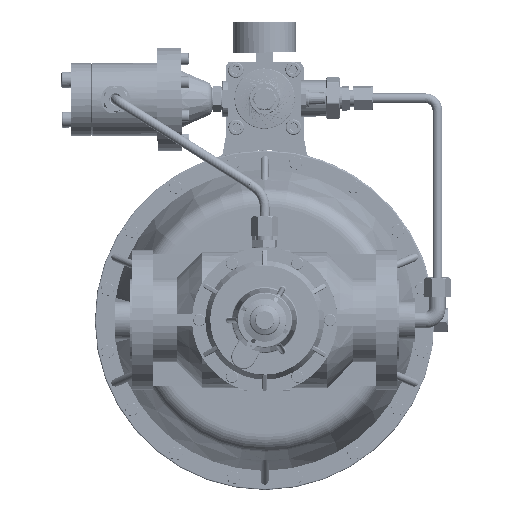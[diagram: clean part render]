
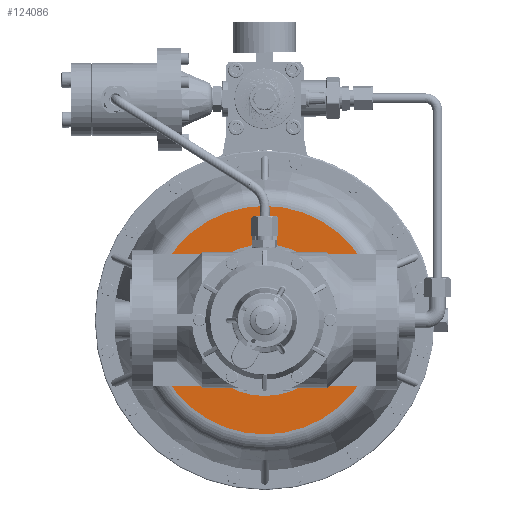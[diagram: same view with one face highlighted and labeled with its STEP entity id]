
A CAD part, front view. The second image highlights one B-rep face of the part: STEP entity #124086.
In plain terms, the highlighted planar face has unit normal (0, -1, 0).
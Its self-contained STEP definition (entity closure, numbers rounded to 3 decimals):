
#638 = ORIENTED_EDGE ( 'NONE', *, *, #136011, .T. ) ;
#752 = DIRECTION ( 'NONE',  ( -1., 0., 0. ) ) ;
#3041 = CARTESIAN_POINT ( 'NONE',  ( -12.534, 146.597, 572.005 ) ) ;
#3692 = CARTESIAN_POINT ( 'NONE',  ( -48.066, 146.597, 607.537 ) ) ;
#4724 = CIRCLE ( 'NONE', #105093, 4.25 ) ;
#6451 = CIRCLE ( 'NONE', #149443, 4.25 ) ;
#9311 = PLANE ( 'NONE',  #31218 ) ;
#9380 = VERTEX_POINT ( 'NONE', #126462 ) ;
#10491 = CARTESIAN_POINT ( 'NONE',  ( -12.534, 146.597, 572.005 ) ) ;
#10747 = ORIENTED_EDGE ( 'NONE', *, *, #143468, .F. ) ;
#12218 = DIRECTION ( 'NONE',  ( -1., 0., 0. ) ) ;
#12278 = DIRECTION ( 'NONE',  ( 0., -1., 0. ) ) ;
#12883 = DIRECTION ( 'NONE',  ( 0., -1., 0. ) ) ;
#14517 = CARTESIAN_POINT ( 'NONE',  ( -52.316, 146.597, 607.537 ) ) ;
#15540 = FACE_BOUND ( 'NONE', #26727, .T. ) ;
#16407 = DIRECTION ( 'NONE',  ( 0., 0., 1. ) ) ;
#19594 = CARTESIAN_POINT ( 'NONE',  ( 22.999, 146.597, 611.787 ) ) ;
#21239 = EDGE_LOOP ( 'NONE', ( #44796, #100707 ) ) ;
#21485 = EDGE_LOOP ( 'NONE', ( #638, #30068 ) ) ;
#21885 = AXIS2_PLACEMENT_3D ( 'NONE', #57125, #128506, #70315 ) ;
#24504 = VERTEX_POINT ( 'NONE', #19594 ) ;
#24557 = CARTESIAN_POINT ( 'NONE',  ( 22.999, 146.597, 607.537 ) ) ;
#26727 = EDGE_LOOP ( 'NONE', ( #89973, #108189 ) ) ;
#30068 = ORIENTED_EDGE ( 'NONE', *, *, #36706, .T. ) ;
#30108 = FACE_OUTER_BOUND ( 'NONE', #21485, .T. ) ;
#31218 = AXIS2_PLACEMENT_3D ( 'NONE', #33648, #149813, #33147 ) ;
#33147 = DIRECTION ( 'NONE',  ( -1., 0., 0. ) ) ;
#33648 = CARTESIAN_POINT ( 'NONE',  ( -12.534, 146.597, 572.005 ) ) ;
#34104 = CARTESIAN_POINT ( 'NONE',  ( 81.604, 146.597, 572.005 ) ) ;
#34989 = DIRECTION ( 'NONE',  ( 0., 0., 1. ) ) ;
#35173 = CIRCLE ( 'NONE', #49439, 4.25 ) ;
#35613 = DIRECTION ( 'NONE',  ( 0., -1., 0. ) ) ;
#36706 = EDGE_CURVE ( 'NONE', #40531, #112888, #125909, .T. ) ;
#37413 = VERTEX_POINT ( 'NONE', #95927 ) ;
#38290 = CARTESIAN_POINT ( 'NONE',  ( -48.066, 146.597, 536.473 ) ) ;
#39841 = EDGE_LOOP ( 'NONE', ( #85103, #137980 ) ) ;
#40318 = DIRECTION ( 'NONE',  ( 1., 0., 0. ) ) ;
#40342 = CARTESIAN_POINT ( 'NONE',  ( 22.999, 146.597, 536.473 ) ) ;
#40531 = VERTEX_POINT ( 'NONE', #34104 ) ;
#40846 = DIRECTION ( 'NONE',  ( 0., 0., -1. ) ) ;
#44796 = ORIENTED_EDGE ( 'NONE', *, *, #66948, .F. ) ;
#46447 = FACE_BOUND ( 'NONE', #92841, .T. ) ;
#46644 = VERTEX_POINT ( 'NONE', #101206 ) ;
#48072 = AXIS2_PLACEMENT_3D ( 'NONE', #141266, #140795, #130115 ) ;
#49439 = AXIS2_PLACEMENT_3D ( 'NONE', #40342, #122895, #53018 ) ;
#51045 = VERTEX_POINT ( 'NONE', #88583 ) ;
#53018 = DIRECTION ( 'NONE',  ( -1., 0., 0. ) ) ;
#54936 = AXIS2_PLACEMENT_3D ( 'NONE', #3692, #67250, #40318 ) ;
#57125 = CARTESIAN_POINT ( 'NONE',  ( -12.534, 146.597, 572.005 ) ) ;
#61046 = FACE_BOUND ( 'NONE', #21239, .T. ) ;
#66222 = CARTESIAN_POINT ( 'NONE',  ( 18.749, 146.597, 536.473 ) ) ;
#66948 = EDGE_CURVE ( 'NONE', #46644, #24504, #4724, .T. ) ;
#67250 = DIRECTION ( 'NONE',  ( 0., -1., 0. ) ) ;
#70315 = DIRECTION ( 'NONE',  ( -1., 0., 0. ) ) ;
#70427 = DIRECTION ( 'NONE',  ( 0., -1., 0. ) ) ;
#72023 = EDGE_CURVE ( 'NONE', #24504, #46644, #6451, .T. ) ;
#74811 = EDGE_CURVE ( 'NONE', #89794, #51045, #126041, .T. ) ;
#75620 = ORIENTED_EDGE ( 'NONE', *, *, #144902, .F. ) ;
#76086 = AXIS2_PLACEMENT_3D ( 'NONE', #38290, #96900, #16407 ) ;
#78499 = VERTEX_POINT ( 'NONE', #14517 ) ;
#79743 = EDGE_CURVE ( 'NONE', #78499, #82796, #140460, .T. ) ;
#82193 = EDGE_CURVE ( 'NONE', #129733, #103689, #112777, .T. ) ;
#82796 = VERTEX_POINT ( 'NONE', #86509 ) ;
#84654 = DIRECTION ( 'NONE',  ( 0., 0., -1. ) ) ;
#85103 = ORIENTED_EDGE ( 'NONE', *, *, #74811, .F. ) ;
#85993 = CIRCLE ( 'NONE', #54936, 4.25 ) ;
#86131 = AXIS2_PLACEMENT_3D ( 'NONE', #10491, #70427, #752 ) ;
#86509 = CARTESIAN_POINT ( 'NONE',  ( -43.816, 146.597, 607.537 ) ) ;
#87027 = AXIS2_PLACEMENT_3D ( 'NONE', #139007, #35613, #12218 ) ;
#88583 = CARTESIAN_POINT ( 'NONE',  ( -58.284, 146.597, 572.005 ) ) ;
#88597 = EDGE_CURVE ( 'NONE', #103689, #129733, #35173, .T. ) ;
#89703 = CARTESIAN_POINT ( 'NONE',  ( -106.671, 146.597, 572.005 ) ) ;
#89794 = VERTEX_POINT ( 'NONE', #94470 ) ;
#89973 = ORIENTED_EDGE ( 'NONE', *, *, #138290, .F. ) ;
#92623 = AXIS2_PLACEMENT_3D ( 'NONE', #145468, #109882, #123096 ) ;
#92841 = EDGE_LOOP ( 'NONE', ( #75620, #10747 ) ) ;
#93097 = CARTESIAN_POINT ( 'NONE',  ( -48.066, 146.597, 536.473 ) ) ;
#94470 = CARTESIAN_POINT ( 'NONE',  ( 33.216, 146.597, 572.005 ) ) ;
#95927 = CARTESIAN_POINT ( 'NONE',  ( -48.066, 146.597, 540.723 ) ) ;
#95968 = CIRCLE ( 'NONE', #21885, 45.75 ) ;
#96900 = DIRECTION ( 'NONE',  ( 0., -1., 0. ) ) ;
#98958 = DIRECTION ( 'NONE',  ( 0., -1., 0. ) ) ;
#100707 = ORIENTED_EDGE ( 'NONE', *, *, #72023, .F. ) ;
#101206 = CARTESIAN_POINT ( 'NONE',  ( 22.999, 146.597, 603.287 ) ) ;
#103689 = VERTEX_POINT ( 'NONE', #149284 ) ;
#104826 = DIRECTION ( 'NONE',  ( 0., -1., 0. ) ) ;
#105093 = AXIS2_PLACEMENT_3D ( 'NONE', #135583, #98958, #40846 ) ;
#106488 = DIRECTION ( 'NONE',  ( -1., 0., 0. ) ) ;
#108189 = ORIENTED_EDGE ( 'NONE', *, *, #79743, .F. ) ;
#108677 = CIRCLE ( 'NONE', #117909, 4.25 ) ;
#109816 = EDGE_CURVE ( 'NONE', #51045, #89794, #95968, .T. ) ;
#109882 = DIRECTION ( 'NONE',  ( 0., -1., 0. ) ) ;
#111283 = ORIENTED_EDGE ( 'NONE', *, *, #88597, .F. ) ;
#112777 = CIRCLE ( 'NONE', #87027, 4.25 ) ;
#112888 = VERTEX_POINT ( 'NONE', #89703 ) ;
#114723 = EDGE_LOOP ( 'NONE', ( #131535, #111283 ) ) ;
#117448 = CIRCLE ( 'NONE', #76086, 4.25 ) ;
#117909 = AXIS2_PLACEMENT_3D ( 'NONE', #93097, #104826, #34989 ) ;
#119462 = FACE_BOUND ( 'NONE', #39841, .T. ) ;
#122895 = DIRECTION ( 'NONE',  ( 0., -1., 0. ) ) ;
#123096 = DIRECTION ( 'NONE',  ( 1., 0., 0. ) ) ;
#124086 = ADVANCED_FACE ( 'NONE', ( #46447, #15540, #61046, #135804, #30108, #119462 ), #9311, .T. ) ;
#125909 = CIRCLE ( 'NONE', #127139, 94.138 ) ;
#126041 = CIRCLE ( 'NONE', #48072, 45.75 ) ;
#126462 = CARTESIAN_POINT ( 'NONE',  ( -48.066, 146.597, 532.223 ) ) ;
#126663 = CIRCLE ( 'NONE', #86131, 94.138 ) ;
#127139 = AXIS2_PLACEMENT_3D ( 'NONE', #3041, #12278, #106488 ) ;
#128506 = DIRECTION ( 'NONE',  ( 0., -1., 0. ) ) ;
#129733 = VERTEX_POINT ( 'NONE', #66222 ) ;
#130115 = DIRECTION ( 'NONE',  ( -1., 0., 0. ) ) ;
#131535 = ORIENTED_EDGE ( 'NONE', *, *, #82193, .F. ) ;
#135583 = CARTESIAN_POINT ( 'NONE',  ( 22.999, 146.597, 607.537 ) ) ;
#135804 = FACE_BOUND ( 'NONE', #114723, .T. ) ;
#136011 = EDGE_CURVE ( 'NONE', #112888, #40531, #126663, .T. ) ;
#137980 = ORIENTED_EDGE ( 'NONE', *, *, #109816, .F. ) ;
#138290 = EDGE_CURVE ( 'NONE', #82796, #78499, #85993, .T. ) ;
#139007 = CARTESIAN_POINT ( 'NONE',  ( 22.999, 146.597, 536.473 ) ) ;
#140460 = CIRCLE ( 'NONE', #92623, 4.25 ) ;
#140795 = DIRECTION ( 'NONE',  ( 0., -1., 0. ) ) ;
#141266 = CARTESIAN_POINT ( 'NONE',  ( -12.534, 146.597, 572.005 ) ) ;
#143468 = EDGE_CURVE ( 'NONE', #9380, #37413, #108677, .T. ) ;
#144902 = EDGE_CURVE ( 'NONE', #37413, #9380, #117448, .T. ) ;
#145468 = CARTESIAN_POINT ( 'NONE',  ( -48.066, 146.597, 607.537 ) ) ;
#149284 = CARTESIAN_POINT ( 'NONE',  ( 27.249, 146.597, 536.473 ) ) ;
#149443 = AXIS2_PLACEMENT_3D ( 'NONE', #24557, #12883, #84654 ) ;
#149813 = DIRECTION ( 'NONE',  ( 0., -1., 0. ) ) ;
